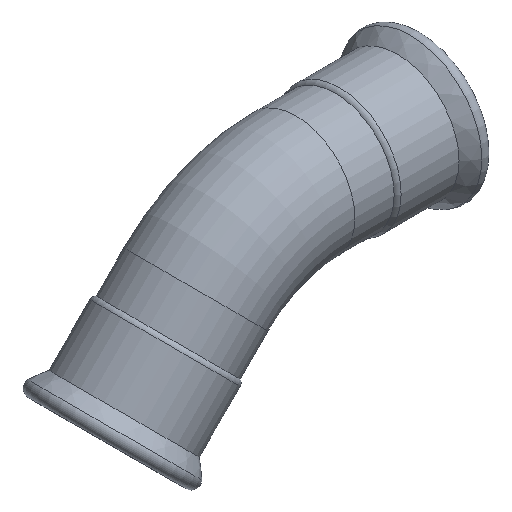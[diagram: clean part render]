
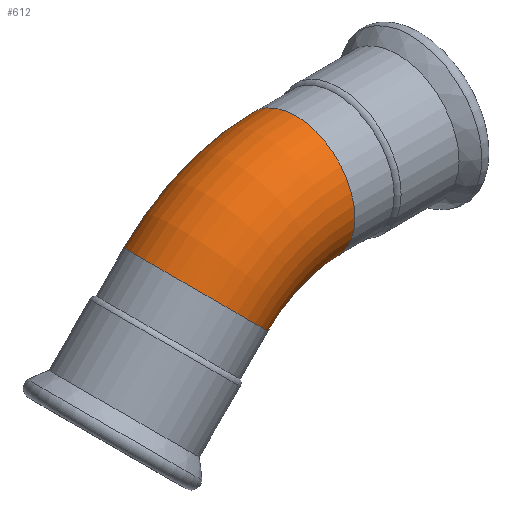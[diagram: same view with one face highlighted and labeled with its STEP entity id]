
A CAD part, isometric view. The second image highlights one B-rep face of the part: STEP entity #612.
In plain terms, the highlighted toroidal (fillet/blend) face has major radius 129.6 mm and minor radius 54 mm.
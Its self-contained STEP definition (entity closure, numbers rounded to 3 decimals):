
#26=TOROIDAL_SURFACE('',#719,129.6,54.);
#48=FACE_OUTER_BOUND('',#76,.T.);
#76=EDGE_LOOP('',(#502,#503,#504,#505,#506,#507));
#159=CIRCLE('',#696,54.);
#160=CIRCLE('',#697,54.);
#176=CIRCLE('',#720,75.6);
#177=CIRCLE('',#721,54.);
#178=CIRCLE('',#722,54.);
#242=VERTEX_POINT('',#1152);
#243=VERTEX_POINT('',#1154);
#255=VERTEX_POINT('',#1193);
#256=VERTEX_POINT('',#1195);
#326=EDGE_CURVE('',#243,#242,#159,.T.);
#327=EDGE_CURVE('',#242,#243,#160,.T.);
#346=EDGE_CURVE('',#243,#255,#176,.T.);
#347=EDGE_CURVE('',#256,#255,#177,.T.);
#348=EDGE_CURVE('',#255,#256,#178,.T.);
#502=ORIENTED_EDGE('',*,*,#327,.T.);
#503=ORIENTED_EDGE('',*,*,#346,.T.);
#504=ORIENTED_EDGE('',*,*,#347,.F.);
#505=ORIENTED_EDGE('',*,*,#348,.F.);
#506=ORIENTED_EDGE('',*,*,#346,.F.);
#507=ORIENTED_EDGE('',*,*,#326,.T.);
#612=ADVANCED_FACE('',(#48),#26,.T.);
#696=AXIS2_PLACEMENT_3D('',#1155,#870,#871);
#697=AXIS2_PLACEMENT_3D('',#1156,#872,#873);
#719=AXIS2_PLACEMENT_3D('',#1192,#919,#920);
#720=AXIS2_PLACEMENT_3D('',#1194,#921,#922);
#721=AXIS2_PLACEMENT_3D('',#1196,#923,#924);
#722=AXIS2_PLACEMENT_3D('',#1197,#925,#926);
#870=DIRECTION('center_axis',(0.707,0.,0.707));
#871=DIRECTION('ref_axis',(0.707,0.,-0.707));
#872=DIRECTION('center_axis',(0.707,0.,0.707));
#873=DIRECTION('ref_axis',(0.707,0.,-0.707));
#919=DIRECTION('center_axis',(0.,-1.,0.));
#920=DIRECTION('ref_axis',(0.,0.,-1.));
#921=DIRECTION('center_axis',(0.,1.,0.));
#922=DIRECTION('ref_axis',(0.,0.,-1.));
#923=DIRECTION('center_axis',(1.,0.,0.));
#924=DIRECTION('ref_axis',(0.,0.,-1.));
#925=DIRECTION('center_axis',(1.,0.,0.));
#926=DIRECTION('ref_axis',(0.,0.,-1.));
#1152=CARTESIAN_POINT('',(-91.641,-54.,91.641));
#1154=CARTESIAN_POINT('',(-53.457,0.,53.457));
#1155=CARTESIAN_POINT('Origin',(-91.641,0.,91.641));
#1156=CARTESIAN_POINT('Origin',(-91.641,0.,91.641));
#1192=CARTESIAN_POINT('Origin',(0.,0.,0.));
#1193=CARTESIAN_POINT('',(0.,0.,75.6));
#1194=CARTESIAN_POINT('Origin',(0.,0.,0.));
#1195=CARTESIAN_POINT('',(0.,-54.,129.6));
#1196=CARTESIAN_POINT('Origin',(0.,0.,129.6));
#1197=CARTESIAN_POINT('Origin',(0.,0.,129.6));
